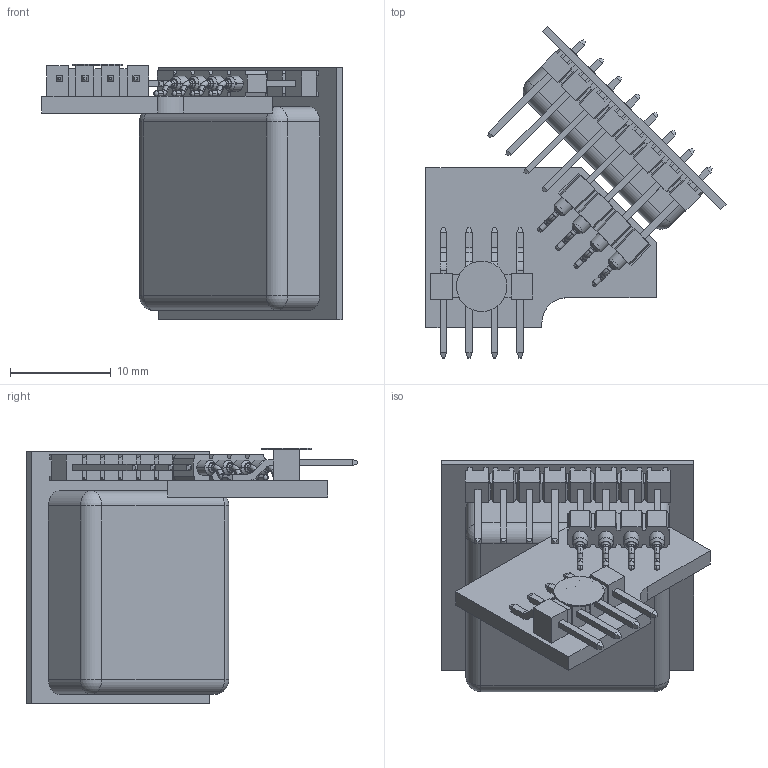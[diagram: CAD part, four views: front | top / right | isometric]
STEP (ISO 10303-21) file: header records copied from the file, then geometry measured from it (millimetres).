
FILE_DESCRIPTION(('Open CASCADE Model'),'2;1');
FILE_NAME('Open CASCADE Shape Model','2024-03-21T14:30:50',('Author'),( 'Open CASCADE'),'Open CASCADE STEP processor 6.8','Open CASCADE 6.8' ,'Unknown');
FILE_SCHEMA(('AUTOMOTIVE_DESIGN { 1 0 10303 214 1 1 1 1 }'));
Length unit declared in the file: millimetre
Products named in the file (18): PCB; Board; P1; K-LD2-RFB; MTSW-108-08-T-S-340; _MTSW-108-08-T-S-340_body; _MTSW-108-08-S-340; MEC_058A; mill-max-P801-93-004-40-002000; P8XX-11-010-00-000000_P804-11-010-00-000000; 1303SHELL_1303-0-00-01-00-00-03-0; P3; TSM-104-01-T-SH-A-K-TR; TSM-104-01-SH-A_body; TSM_polyimide_film; T-1S6-08(-01-4-SH)
Assembly tree (20 placements, depth 5):
  PCB
    Board
    P1
      K-LD2-RFB
        MTSW-108-08-T-S-340
          _MTSW-108-08-T-S-340_body
          _MTSW-108-08-S-340
      K-LD2-RFB
        MEC_058A
      K-LD2-RFB
      mill-max-P801-93-004-40-002000
        P8XX-11-010-00-000000_P804-11-010-00-000000
        1303SHELL_1303-0-00-01-00-00-03-0  x4
    P3
      TSM-104-01-T-SH-A-K-TR
        TSM-104-01-SH-A_body
        TSM_polyimide_film
        T-1S6-08(-01-4-SH)
Bounding box: 29.78 x 32.93 x 25.3 mm (x, y, z)
Volume: 1525.4 mm3; surface area: 4958.7 mm2
Topology: 13 solids, 13 shells, 832 faces, 2077 edges, 1290 vertices
Faces by surface type: plane 630, cylinder 128, cone 34, torus 24, sphere 16
Full cylindrical faces by diameter (mm): 0.457 x2, 1 x8, 1.575 x2, 1.8 x2, 5.004 x1
Entity records: 24524 total; most frequent: CARTESIAN_POINT 3688, ORIENTED_EDGE 3614, DIRECTION 3476, EDGE_CURVE 1807, LINE 1612, VECTOR 1612, VERTEX_POINT 1134, AXIS2_PLACEMENT_3D 932
